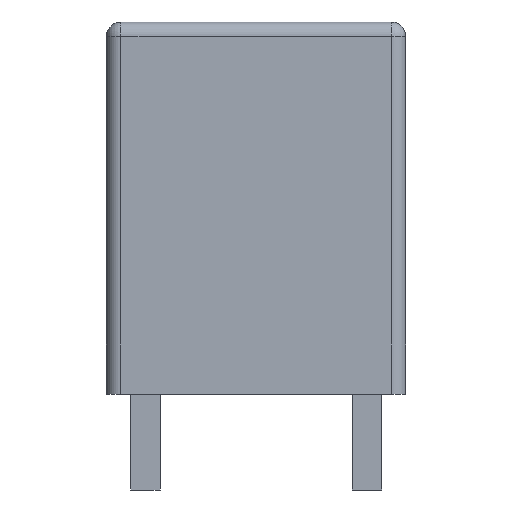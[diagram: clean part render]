
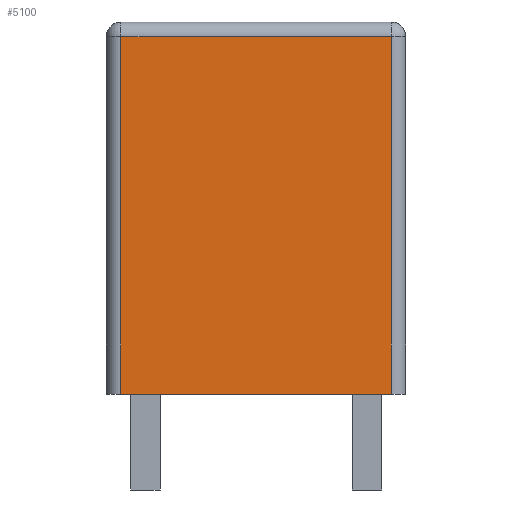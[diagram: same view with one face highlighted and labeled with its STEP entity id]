
A CAD part, left-side view. The second image highlights one B-rep face of the part: STEP entity #5100.
In plain terms, the highlighted planar face has unit normal (-1, 0, 0).
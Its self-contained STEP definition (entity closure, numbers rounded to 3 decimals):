
#693 = DIRECTION ( 'NONE',  ( 0., -1., 0. ) ) ;
#1321 = DIRECTION ( 'NONE',  ( 1., 0., 0. ) ) ;
#1576 = EDGE_CURVE ( 'NONE', #7145, #7796, #5955, .T. ) ;
#2027 = CARTESIAN_POINT ( 'NONE',  ( -14.65, 5.15, 12.3 ) ) ;
#2030 = EDGE_CURVE ( 'NONE', #14761, #10037, #5556, .T. ) ;
#2095 = CARTESIAN_POINT ( 'NONE',  ( -14.65, 4.65, 0. ) ) ;
#2429 = CARTESIAN_POINT ( 'NONE',  ( -14.65, 4.65, 12.8 ) ) ;
#2792 = CARTESIAN_POINT ( 'NONE',  ( -14.65, -5.15, 12.8 ) ) ;
#3278 = ORIENTED_EDGE ( 'NONE', *, *, #11514, .T. ) ;
#3455 = ORIENTED_EDGE ( 'NONE', *, *, #2030, .T. ) ;
#3596 = LINE ( 'NONE', #14086, #4534 ) ;
#3753 = CARTESIAN_POINT ( 'NONE',  ( -14.65, -4.65, 0. ) ) ;
#3840 = VECTOR ( 'NONE', #8539, 1000. ) ;
#4534 = VECTOR ( 'NONE', #7203, 1000. ) ;
#5100 = ADVANCED_FACE ( 'NONE', ( #6265 ), #10813, .F. ) ;
#5556 = LINE ( 'NONE', #14159, #15496 ) ;
#5955 = LINE ( 'NONE', #2027, #8337 ) ;
#6216 = ORIENTED_EDGE ( 'NONE', *, *, #9977, .T. ) ;
#6265 = FACE_OUTER_BOUND ( 'NONE', #15075, .T. ) ;
#6285 = ORIENTED_EDGE ( 'NONE', *, *, #1576, .T. ) ;
#6930 = AXIS2_PLACEMENT_3D ( 'NONE', #2792, #1321, #8683 ) ;
#7145 = VERTEX_POINT ( 'NONE', #11385 ) ;
#7203 = DIRECTION ( 'NONE',  ( 0., 0., 1. ) ) ;
#7796 = VERTEX_POINT ( 'NONE', #10958 ) ;
#8337 = VECTOR ( 'NONE', #12926, 1000. ) ;
#8539 = DIRECTION ( 'NONE',  ( 0., 0., -1. ) ) ;
#8683 = DIRECTION ( 'NONE',  ( 0., 0., -1. ) ) ;
#9977 = EDGE_CURVE ( 'NONE', #10037, #7145, #3596, .T. ) ;
#10037 = VERTEX_POINT ( 'NONE', #3753 ) ;
#10813 = PLANE ( 'NONE',  #6930 ) ;
#10958 = CARTESIAN_POINT ( 'NONE',  ( -14.65, 4.65, 12.3 ) ) ;
#11385 = CARTESIAN_POINT ( 'NONE',  ( -14.65, -4.65, 12.3 ) ) ;
#11514 = EDGE_CURVE ( 'NONE', #7796, #14761, #14582, .T. ) ;
#12926 = DIRECTION ( 'NONE',  ( 0., 1., 0. ) ) ;
#14086 = CARTESIAN_POINT ( 'NONE',  ( -14.65, -4.65, 12.8 ) ) ;
#14159 = CARTESIAN_POINT ( 'NONE',  ( -14.65, -5.15, 0. ) ) ;
#14582 = LINE ( 'NONE', #2429, #3840 ) ;
#14761 = VERTEX_POINT ( 'NONE', #2095 ) ;
#15075 = EDGE_LOOP ( 'NONE', ( #3455, #6216, #6285, #3278 ) ) ;
#15496 = VECTOR ( 'NONE', #693, 1000. ) ;
